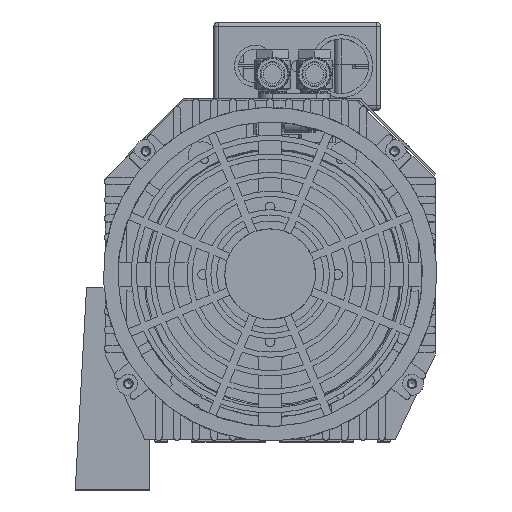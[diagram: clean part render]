
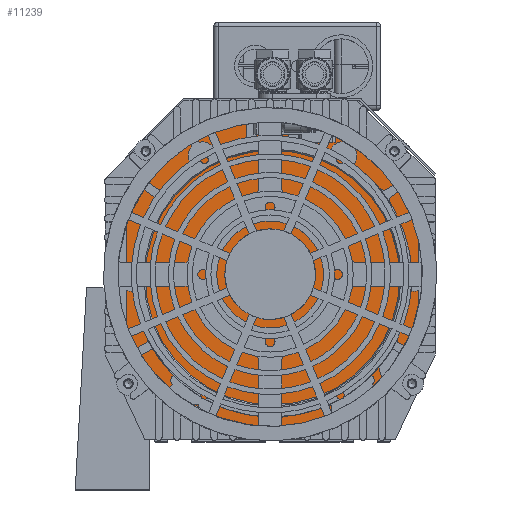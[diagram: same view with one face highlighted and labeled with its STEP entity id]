
A CAD part, top view. The second image highlights one B-rep face of the part: STEP entity #11239.
In plain terms, the highlighted face is planar.
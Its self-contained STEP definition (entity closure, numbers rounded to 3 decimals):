
#1736=FACE_OUTER_BOUND('',#17416,.T.);
#3865=LINE('',#58662,#7110);
#3868=LINE('',#58670,#7113);
#3871=LINE('',#58678,#7116);
#3877=LINE('',#58765,#7122);
#3880=LINE('',#58773,#7125);
#3885=LINE('',#58798,#7130);
#3887=LINE('',#58802,#7132);
#3895=LINE('',#58825,#7140);
#7110=VECTOR('',#46102,1.);
#7113=VECTOR('',#46111,1.);
#7116=VECTOR('',#46120,1.);
#7122=VECTOR('',#46144,1.);
#7125=VECTOR('',#46153,1.);
#7130=VECTOR('',#46172,1.);
#7132=VECTOR('',#46176,1.);
#7140=VECTOR('',#46202,1.);
#9739=PLANE('',#39934);
#11239=ADVANCED_FACE('',(#1736),#9739,.F.);
#13859=CIRCLE('',#39890,5.);
#13860=CIRCLE('',#39893,5.);
#13864=CIRCLE('',#39902,5.);
#13865=CIRCLE('',#39905,5.);
#13872=CIRCLE('',#39922,5.);
#13873=CIRCLE('',#39925,5.);
#17416=EDGE_LOOP('',(#22796,#22797,#22798,#22799,#22800,#22801,#22802,#22803,
#22804,#22805,#22806,#22807,#22808,#22809));
#22796=ORIENTED_EDGE('',*,*,#34920,.T.);
#22797=ORIENTED_EDGE('',*,*,#34971,.T.);
#22798=ORIENTED_EDGE('',*,*,#34969,.T.);
#22799=ORIENTED_EDGE('',*,*,#34967,.T.);
#22800=ORIENTED_EDGE('',*,*,#34957,.T.);
#22801=ORIENTED_EDGE('',*,*,#34955,.T.);
#22802=ORIENTED_EDGE('',*,*,#34945,.T.);
#22803=ORIENTED_EDGE('',*,*,#34943,.T.);
#22804=ORIENTED_EDGE('',*,*,#34941,.T.);
#22805=ORIENTED_EDGE('',*,*,#34939,.T.);
#22806=ORIENTED_EDGE('',*,*,#34928,.T.);
#22807=ORIENTED_EDGE('',*,*,#34926,.T.);
#22808=ORIENTED_EDGE('',*,*,#34924,.T.);
#22809=ORIENTED_EDGE('',*,*,#34922,.T.);
#30813=VERTEX_POINT('',#58661);
#30814=VERTEX_POINT('',#58663);
#30815=VERTEX_POINT('',#58667);
#30816=VERTEX_POINT('',#58671);
#30817=VERTEX_POINT('',#58675);
#30818=VERTEX_POINT('',#58679);
#30823=VERTEX_POINT('',#58762);
#30824=VERTEX_POINT('',#58766);
#30825=VERTEX_POINT('',#58770);
#30826=VERTEX_POINT('',#58774);
#30831=VERTEX_POINT('',#58799);
#30832=VERTEX_POINT('',#58803);
#30837=VERTEX_POINT('',#58822);
#30838=VERTEX_POINT('',#58826);
#34920=EDGE_CURVE('',#30814,#30813,#3865,.T.);
#34922=EDGE_CURVE('',#30815,#30814,#13859,.T.);
#34924=EDGE_CURVE('',#30816,#30815,#3868,.T.);
#34926=EDGE_CURVE('',#30817,#30816,#13860,.T.);
#34928=EDGE_CURVE('',#30818,#30817,#3871,.T.);
#34939=EDGE_CURVE('',#30823,#30818,#13864,.T.);
#34941=EDGE_CURVE('',#30824,#30823,#3877,.T.);
#34943=EDGE_CURVE('',#30825,#30824,#13865,.T.);
#34945=EDGE_CURVE('',#30826,#30825,#3880,.T.);
#34955=EDGE_CURVE('',#30831,#30826,#3885,.T.);
#34957=EDGE_CURVE('',#30832,#30831,#3887,.T.);
#34967=EDGE_CURVE('',#30837,#30832,#13872,.T.);
#34969=EDGE_CURVE('',#30838,#30837,#3895,.T.);
#34971=EDGE_CURVE('',#30813,#30838,#13873,.T.);
#39890=AXIS2_PLACEMENT_3D('',#58666,#46106,#46107);
#39893=AXIS2_PLACEMENT_3D('',#58674,#46115,#46116);
#39902=AXIS2_PLACEMENT_3D('',#58761,#46139,#46140);
#39905=AXIS2_PLACEMENT_3D('',#58769,#46148,#46149);
#39922=AXIS2_PLACEMENT_3D('',#58821,#46197,#46198);
#39925=AXIS2_PLACEMENT_3D('',#58829,#46206,#46207);
#39934=AXIS2_PLACEMENT_3D('',#58962,#46227,#46228);
#46102=DIRECTION('',(0.707,-0.707,0.));
#46106=DIRECTION('',(0.,0.,-1.));
#46107=DIRECTION('',(1.,0.,0.));
#46111=DIRECTION('',(1.,0.,0.));
#46115=DIRECTION('',(0.,0.,-1.));
#46116=DIRECTION('',(1.,0.,0.));
#46120=DIRECTION('',(0.707,0.707,0.));
#46139=DIRECTION('',(0.,0.,-1.));
#46140=DIRECTION('',(1.,0.,0.));
#46144=DIRECTION('',(0.,1.,0.));
#46148=DIRECTION('',(0.,0.,-1.));
#46149=DIRECTION('',(1.,0.,0.));
#46153=DIRECTION('',(-0.426,0.905,0.));
#46172=DIRECTION('',(-1.,0.,0.));
#46176=DIRECTION('',(-0.426,-0.905,0.));
#46197=DIRECTION('',(0.,0.,-1.));
#46198=DIRECTION('',(1.,0.,0.));
#46202=DIRECTION('',(0.,-1.,0.));
#46206=DIRECTION('',(0.,0.,-1.));
#46207=DIRECTION('',(1.,0.,0.));
#46227=DIRECTION('',(0.,0.,1.));
#46228=DIRECTION('',(1.,0.,0.));
#58661=CARTESIAN_POINT('',(252.466,276.998,130.));
#58662=CARTESIAN_POINT('',(235.938,293.526,130.));
#58663=CARTESIAN_POINT('',(223.394,306.069,130.));
#58666=CARTESIAN_POINT('',(219.859,302.534,130.));
#58667=CARTESIAN_POINT('',(219.859,307.534,130.));
#58670=CARTESIAN_POINT('',(219.859,307.534,130.));
#58671=CARTESIAN_POINT('',(152.001,307.534,130.));
#58674=CARTESIAN_POINT('',(152.001,302.534,130.));
#58675=CARTESIAN_POINT('',(148.466,306.069,130.));
#58678=CARTESIAN_POINT('',(148.466,306.069,130.));
#58679=CARTESIAN_POINT('',(119.394,276.998,130.));
#58761=CARTESIAN_POINT('',(122.93,273.463,130.));
#58762=CARTESIAN_POINT('',(117.93,273.463,130.));
#58765=CARTESIAN_POINT('',(117.93,273.463,130.));
#58766=CARTESIAN_POINT('',(117.93,202.653,130.));
#58769=CARTESIAN_POINT('',(122.93,202.653,130.));
#58770=CARTESIAN_POINT('',(118.407,200.521,130.));
#58773=CARTESIAN_POINT('',(118.407,200.521,130.));
#58774=CARTESIAN_POINT('',(134.43,166.534,130.));
#58798=CARTESIAN_POINT('',(134.43,166.534,130.));
#58799=CARTESIAN_POINT('',(237.43,166.534,130.));
#58802=CARTESIAN_POINT('',(237.43,166.534,130.));
#58803=CARTESIAN_POINT('',(253.453,200.521,130.));
#58821=CARTESIAN_POINT('',(248.93,202.653,130.));
#58822=CARTESIAN_POINT('',(253.93,202.653,130.));
#58825=CARTESIAN_POINT('',(253.93,202.653,130.));
#58826=CARTESIAN_POINT('',(253.93,273.463,130.));
#58829=CARTESIAN_POINT('',(248.93,273.463,130.));
#58962=CARTESIAN_POINT('',(219.859,302.534,130.));
